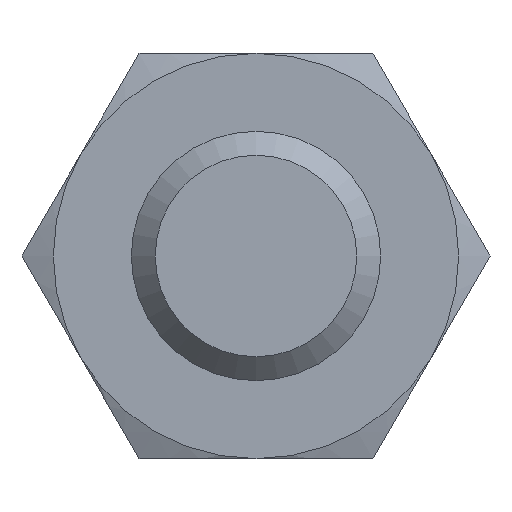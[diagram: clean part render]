
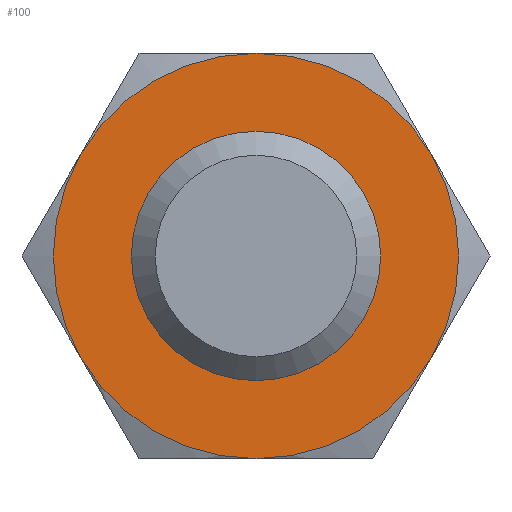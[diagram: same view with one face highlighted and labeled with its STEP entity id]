
A CAD part, front view. The second image highlights one B-rep face of the part: STEP entity #100.
In plain terms, the highlighted planar face has unit normal (0, -1, 0).
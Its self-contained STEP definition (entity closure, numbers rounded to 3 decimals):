
#100 = ADVANCED_FACE( '', ( #200, #201 ), #202, .F. );
#200 = FACE_BOUND( '', #292, .T. );
#201 = FACE_OUTER_BOUND( '', #293, .T. );
#202 = PLANE( '', #294 );
#292 = EDGE_LOOP( '', ( #487 ) );
#293 = EDGE_LOOP( '', ( #488, #489, #490, #491, #492, #493 ) );
#294 = AXIS2_PLACEMENT_3D( '', #494, #495, #496 );
#487 = ORIENTED_EDGE( '', *, *, #502, .F. );
#488 = ORIENTED_EDGE( '', *, *, #504, .T. );
#489 = ORIENTED_EDGE( '', *, *, #560, .T. );
#490 = ORIENTED_EDGE( '', *, *, #546, .T. );
#491 = ORIENTED_EDGE( '', *, *, #562, .T. );
#492 = ORIENTED_EDGE( '', *, *, #566, .T. );
#493 = ORIENTED_EDGE( '', *, *, #539, .T. );
#494 = CARTESIAN_POINT( '', ( 6.5, 0., 0. ) );
#495 = DIRECTION( '', ( 0., 1., 0. ) );
#496 = DIRECTION( '', ( 0., 0., 1. ) );
#502 = EDGE_CURVE( '', #578, #578, #579, .T. );
#504 = EDGE_CURVE( '', #581, #582, #583, .T. );
#539 = EDGE_CURVE( '', #604, #581, #638, .T. );
#546 = EDGE_CURVE( '', #646, #591, #647, .T. );
#560 = EDGE_CURVE( '', #582, #646, #663, .T. );
#562 = EDGE_CURVE( '', #591, #665, #666, .T. );
#566 = EDGE_CURVE( '', #665, #604, #670, .T. );
#578 = VERTEX_POINT( '', #682 );
#579 = CIRCLE( '', #683, 3. );
#581 = VERTEX_POINT( '', #685 );
#582 = VERTEX_POINT( '', #686 );
#583 = CIRCLE( '', #687, 6.5 );
#591 = VERTEX_POINT( '', #706 );
#604 = VERTEX_POINT( '', #741 );
#638 = CIRCLE( '', #817, 6.5 );
#646 = VERTEX_POINT( '', #830 );
#647 = CIRCLE( '', #831, 6.5 );
#663 = CIRCLE( '', #878, 6.5 );
#665 = VERTEX_POINT( '', #880 );
#666 = CIRCLE( '', #881, 6.5 );
#670 = CIRCLE( '', #895, 6.5 );
#682 = CARTESIAN_POINT( '', ( 0., 0., -3. ) );
#683 = AXIS2_PLACEMENT_3D( '', #912, #913, #914 );
#685 = CARTESIAN_POINT( '', ( 0., 0., -6.5 ) );
#686 = CARTESIAN_POINT( '', ( 5.629, 0., -3.25 ) );
#687 = AXIS2_PLACEMENT_3D( '', #915, #916, #917 );
#706 = CARTESIAN_POINT( '', ( 0., 0., 6.5 ) );
#741 = CARTESIAN_POINT( '', ( -5.629, 0., -3.25 ) );
#817 = AXIS2_PLACEMENT_3D( '', #947, #948, #949 );
#830 = CARTESIAN_POINT( '', ( 5.629, 0., 3.25 ) );
#831 = AXIS2_PLACEMENT_3D( '', #953, #954, #955 );
#878 = AXIS2_PLACEMENT_3D( '', #957, #958, #959 );
#880 = CARTESIAN_POINT( '', ( -5.629, 0., 3.25 ) );
#881 = AXIS2_PLACEMENT_3D( '', #960, #961, #962 );
#895 = AXIS2_PLACEMENT_3D( '', #963, #964, #965 );
#912 = CARTESIAN_POINT( '', ( 0., 0., 0. ) );
#913 = DIRECTION( '', ( 0., -1., 0. ) );
#914 = DIRECTION( '', ( 0., 0., -1. ) );
#915 = CARTESIAN_POINT( '', ( 0., 0., 0. ) );
#916 = DIRECTION( '', ( 0., -1., 0. ) );
#917 = DIRECTION( '', ( 0., 0., -1. ) );
#947 = CARTESIAN_POINT( '', ( 0., 0., 0. ) );
#948 = DIRECTION( '', ( 0., -1., 0. ) );
#949 = DIRECTION( '', ( 0., 0., -1. ) );
#953 = CARTESIAN_POINT( '', ( 0., 0., 0. ) );
#954 = DIRECTION( '', ( 0., -1., 0. ) );
#955 = DIRECTION( '', ( 0., 0., -1. ) );
#957 = CARTESIAN_POINT( '', ( 0., 0., 0. ) );
#958 = DIRECTION( '', ( 0., -1., 0. ) );
#959 = DIRECTION( '', ( 0., 0., -1. ) );
#960 = CARTESIAN_POINT( '', ( 0., 0., 0. ) );
#961 = DIRECTION( '', ( 0., -1., 0. ) );
#962 = DIRECTION( '', ( 0., 0., -1. ) );
#963 = CARTESIAN_POINT( '', ( 0., 0., 0. ) );
#964 = DIRECTION( '', ( 0., -1., 0. ) );
#965 = DIRECTION( '', ( 0., 0., -1. ) );
